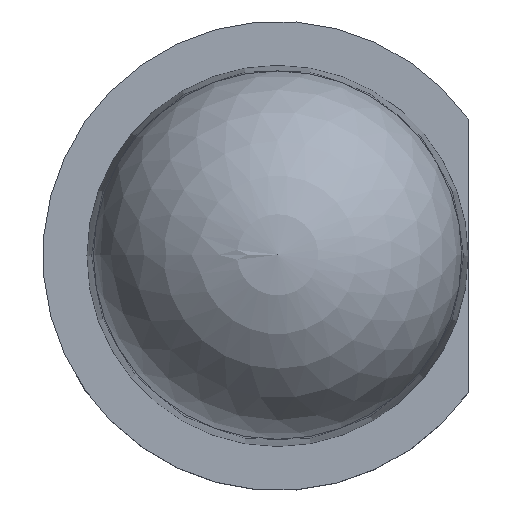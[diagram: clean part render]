
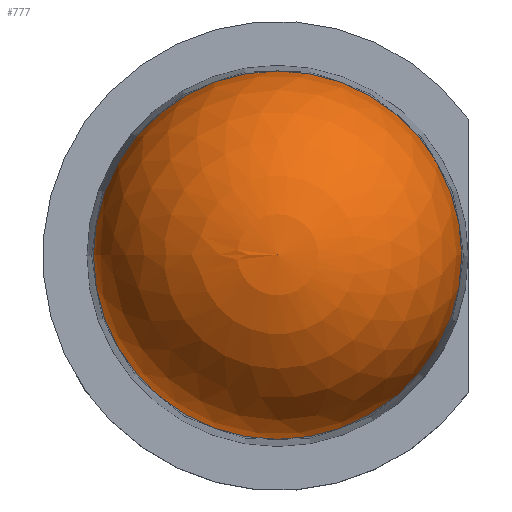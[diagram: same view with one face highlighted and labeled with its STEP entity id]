
A CAD part, top view. The second image highlights one B-rep face of the part: STEP entity #777.
In plain terms, the highlighted spherical face has radius 2.3 mm.
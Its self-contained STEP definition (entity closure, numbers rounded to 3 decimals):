
#18=SPHERICAL_SURFACE('',#883,2.3);
#63=CIRCLE('',#882,2.3);
#279=ORIENTED_EDGE('',*,*,#389,.F.);
#389=EDGE_CURVE('',#459,#459,#63,.T.);
#459=VERTEX_POINT('',#1324);
#663=EDGE_LOOP('',(#279));
#706=FACE_BOUND('',#663,.T.);
#777=ADVANCED_FACE('',(#706),#18,.T.);
#882=AXIS2_PLACEMENT_3D('',#1323,#1099,#1100);
#883=AXIS2_PLACEMENT_3D('',#1325,#1101,#1102);
#1099=DIRECTION('',(0.,0.,-1.));
#1100=DIRECTION('',(-1.,0.,0.));
#1101=DIRECTION('',(0.,0.,-1.));
#1102=DIRECTION('',(-1.,0.,0.));
#1323=CARTESIAN_POINT('',(0.,0.,6.813));
#1324=CARTESIAN_POINT('',(-2.3,0.,6.813));
#1325=CARTESIAN_POINT('',(0.,0.,6.78));
